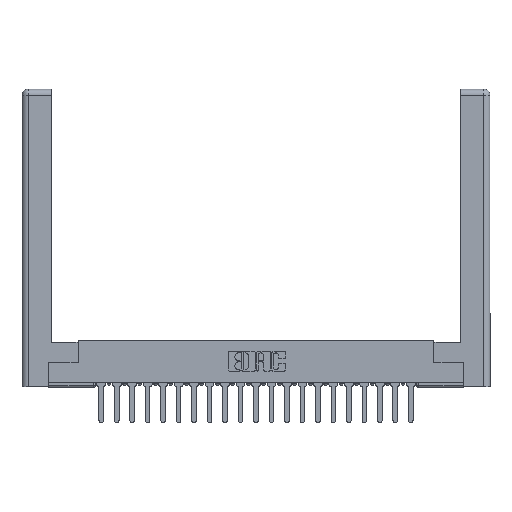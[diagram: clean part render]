
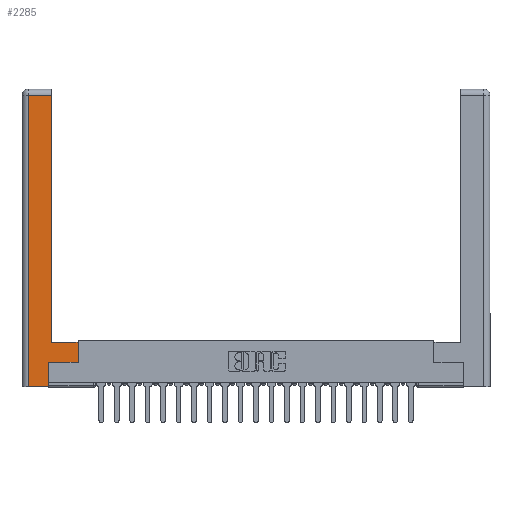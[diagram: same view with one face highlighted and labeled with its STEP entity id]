
A CAD part, top view. The second image highlights one B-rep face of the part: STEP entity #2285.
In plain terms, the highlighted planar face has unit normal (0, 0, 1).
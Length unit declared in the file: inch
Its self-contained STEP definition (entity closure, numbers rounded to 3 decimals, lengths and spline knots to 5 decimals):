
#486 = VERTEX_POINT ( 'NONE', #18320 ) ;
#547 = VECTOR ( 'NONE', #2938, 39.37008 ) ;
#615 = EDGE_CURVE ( 'NONE', #8150, #21104, #13499, .T. ) ;
#838 = CARTESIAN_POINT ( 'NONE',  ( 0.265, 0., 0. ) ) ;
#1195 = DIRECTION ( 'NONE',  ( 1., 0., 0. ) ) ;
#1237 = VECTOR ( 'NONE', #1786, 39.37008 ) ;
#1244 = VERTEX_POINT ( 'NONE', #10302 ) ;
#1390 = CARTESIAN_POINT ( 'NONE',  ( 0.565, 0.245, 0. ) ) ;
#1447 = DIRECTION ( 'NONE',  ( -1., 0., 0. ) ) ;
#1651 = VERTEX_POINT ( 'NONE', #16022 ) ;
#1773 = ORIENTED_EDGE ( 'NONE', *, *, #12021, .T. ) ;
#1786 = DIRECTION ( 'NONE',  ( -1., 0., 0. ) ) ;
#2285 = ADVANCED_FACE ( 'NONE', ( #11560 ), #6849, .F. ) ;
#2938 = DIRECTION ( 'NONE',  ( 0., -1., 0. ) ) ;
#3087 = CARTESIAN_POINT ( 'NONE',  ( 0.565, 0.45, 0. ) ) ;
#3190 = DIRECTION ( 'NONE',  ( -1., 0., 0. ) ) ;
#3536 = LINE ( 'NONE', #13989, #22429 ) ;
#3672 = LINE ( 'NONE', #8708, #17178 ) ;
#4432 = ORIENTED_EDGE ( 'NONE', *, *, #10615, .T. ) ;
#4629 = DIRECTION ( 'NONE',  ( 0., 1., 0. ) ) ;
#5078 = LINE ( 'NONE', #17859, #1237 ) ;
#5432 = DIRECTION ( 'NONE',  ( 0., 1., 0. ) ) ;
#5657 = CARTESIAN_POINT ( 'NONE',  ( 0.265, 0.245, 0. ) ) ;
#6137 = CARTESIAN_POINT ( 'NONE',  ( 0.0615, 0., 0. ) ) ;
#6346 = CARTESIAN_POINT ( 'NONE',  ( 0.0615, 0., 0. ) ) ;
#6392 = LINE ( 'NONE', #22343, #10617 ) ;
#6849 = PLANE ( 'NONE',  #16323 ) ;
#7120 = EDGE_CURVE ( 'NONE', #20857, #1244, #3536, .T. ) ;
#8150 = VERTEX_POINT ( 'NONE', #16159 ) ;
#8283 = ORIENTED_EDGE ( 'NONE', *, *, #18179, .T. ) ;
#8708 = CARTESIAN_POINT ( 'NONE',  ( 0.295, 3., 0. ) ) ;
#8789 = VECTOR ( 'NONE', #15497, 39.37008 ) ;
#10302 = CARTESIAN_POINT ( 'NONE',  ( 0.295, 0.45, 0. ) ) ;
#10615 = EDGE_CURVE ( 'NONE', #20708, #8150, #18685, .T. ) ;
#10617 = VECTOR ( 'NONE', #4629, 39.37008 ) ;
#11560 = FACE_OUTER_BOUND ( 'NONE', #17314, .T. ) ;
#11635 = CARTESIAN_POINT ( 'NONE',  ( 0.265, 0.245, 0. ) ) ;
#12021 = EDGE_CURVE ( 'NONE', #486, #19136, #5078, .T. ) ;
#12587 = ORIENTED_EDGE ( 'NONE', *, *, #14240, .T. ) ;
#12749 = ORIENTED_EDGE ( 'NONE', *, *, #7120, .T. ) ;
#13499 = LINE ( 'NONE', #11635, #8789 ) ;
#13594 = VECTOR ( 'NONE', #15597, 39.37008 ) ;
#13615 = LINE ( 'NONE', #6346, #547 ) ;
#13989 = CARTESIAN_POINT ( 'NONE',  ( 0.295, 0.45, 0. ) ) ;
#14240 = EDGE_CURVE ( 'NONE', #21104, #1651, #17475, .T. ) ;
#14817 = EDGE_CURVE ( 'NONE', #1651, #20857, #6392, .T. ) ;
#15497 = DIRECTION ( 'NONE',  ( 0., 1., 0. ) ) ;
#15597 = DIRECTION ( 'NONE',  ( 1., 0., 0. ) ) ;
#16022 = CARTESIAN_POINT ( 'NONE',  ( 0.565, 0.245, 0. ) ) ;
#16159 = CARTESIAN_POINT ( 'NONE',  ( 0.265, 0., 0. ) ) ;
#16323 = AXIS2_PLACEMENT_3D ( 'NONE', #23154, #19620, #1447 ) ;
#16965 = CARTESIAN_POINT ( 'NONE',  ( 0.0615, 2.94, 0. ) ) ;
#17178 = VECTOR ( 'NONE', #5432, 39.37008 ) ;
#17314 = EDGE_LOOP ( 'NONE', ( #19830, #1773, #8283, #4432, #17993, #12587, #18220, #12749 ) ) ;
#17475 = LINE ( 'NONE', #1390, #13594 ) ;
#17859 = CARTESIAN_POINT ( 'NONE',  ( 0.0615, 2.94, 0. ) ) ;
#17993 = ORIENTED_EDGE ( 'NONE', *, *, #615, .T. ) ;
#18179 = EDGE_CURVE ( 'NONE', #19136, #20708, #13615, .T. ) ;
#18220 = ORIENTED_EDGE ( 'NONE', *, *, #14817, .T. ) ;
#18320 = CARTESIAN_POINT ( 'NONE',  ( 0.295, 2.94, 0. ) ) ;
#18685 = LINE ( 'NONE', #838, #19193 ) ;
#19136 = VERTEX_POINT ( 'NONE', #16965 ) ;
#19193 = VECTOR ( 'NONE', #1195, 39.37008 ) ;
#19620 = DIRECTION ( 'NONE',  ( 0., 0., -1. ) ) ;
#19830 = ORIENTED_EDGE ( 'NONE', *, *, #22294, .T. ) ;
#20708 = VERTEX_POINT ( 'NONE', #6137 ) ;
#20857 = VERTEX_POINT ( 'NONE', #3087 ) ;
#21104 = VERTEX_POINT ( 'NONE', #5657 ) ;
#22294 = EDGE_CURVE ( 'NONE', #1244, #486, #3672, .T. ) ;
#22343 = CARTESIAN_POINT ( 'NONE',  ( 0.565, 0.45, 0. ) ) ;
#22429 = VECTOR ( 'NONE', #3190, 39.37008 ) ;
#23154 = CARTESIAN_POINT ( 'NONE',  ( 0., 0., 0. ) ) ;
